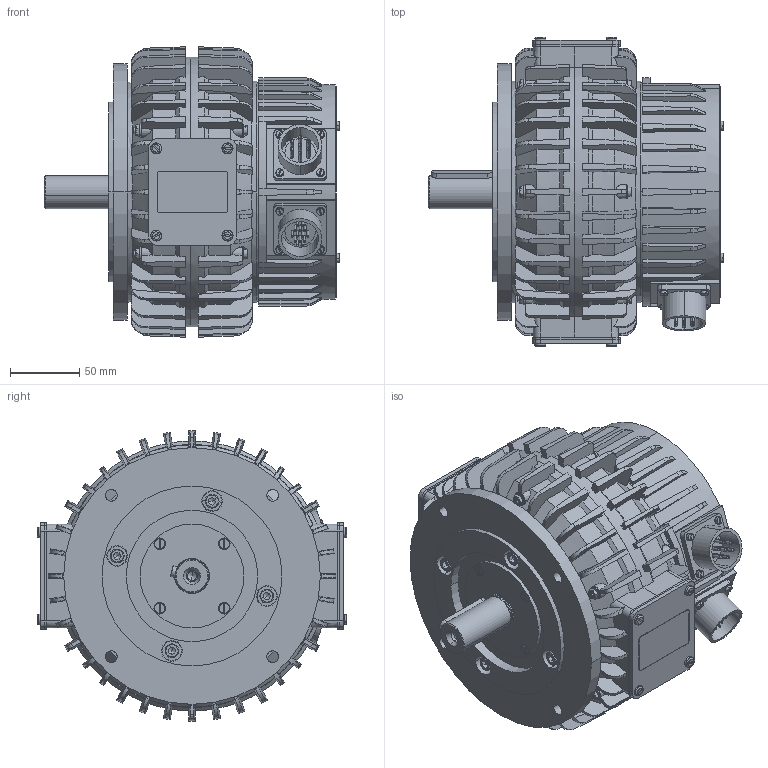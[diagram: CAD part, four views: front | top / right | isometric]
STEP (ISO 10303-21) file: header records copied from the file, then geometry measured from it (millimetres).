
FILE_DESCRIPTION((''),'2;1');
FILE_NAME('MA-30.stp','2014-01-23T08:58:59',('arodrigo'),(''),'Autodesk Inventor 9','Autodesk Inventor 9','');
FILE_SCHEMA(('AUTOMOTIVE_DESIGN { 1 0 10303 214 1 1 1 1 }'));
Length unit declared in the file: millimetre
Products named in the file (1): Pieza2
Bounding box: 213.5 x 223.8 x 209.99 mm (x, y, z)
Volume: 1472094.4 mm3; surface area: 424459.5 mm2
Topology: 1 solids, 36 shells, 2147 faces, 6271 edges, 4264 vertices
Faces by surface type: plane 654, cone 497, cylinder 456, bspline 444, torus 52, sphere 44
Entity records: 88027 total; most frequent: CARTESIAN_POINT 34430, ORIENTED_EDGE 12392, DIRECTION 10221, EDGE_CURVE 6196, VERTEX_POINT 4243, AXIS2_PLACEMENT_3D 4155, EDGE_LOOP 2357, CIRCLE 2153
